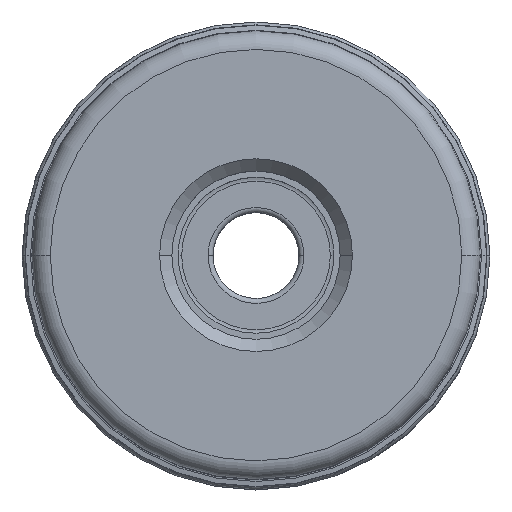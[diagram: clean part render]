
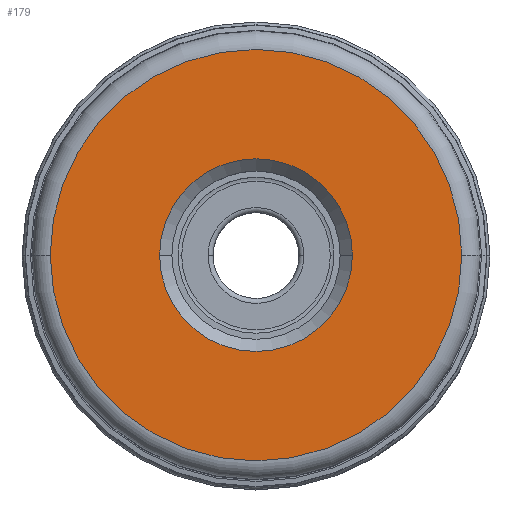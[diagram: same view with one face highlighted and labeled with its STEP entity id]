
A CAD part, top view. The second image highlights one B-rep face of the part: STEP entity #179.
In plain terms, the highlighted planar face has unit normal (0, 0, 1).
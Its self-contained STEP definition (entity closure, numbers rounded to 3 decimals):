
#28=PLANE('',#1710);
#34=FACE_BOUND('',#357,.T.);
#35=FACE_BOUND('',#358,.T.);
#179=ADVANCED_FACE('',(#34,#35),#28,.F.);
#357=EDGE_LOOP('',(#593,#594,#595,#596));
#358=EDGE_LOOP('',(#597,#598,#599,#600));
#593=ORIENTED_EDGE('',*,*,#1077,.F.);
#594=ORIENTED_EDGE('',*,*,#1076,.F.);
#595=ORIENTED_EDGE('',*,*,#1072,.F.);
#596=ORIENTED_EDGE('',*,*,#1071,.F.);
#597=ORIENTED_EDGE('',*,*,#1078,.F.);
#598=ORIENTED_EDGE('',*,*,#1079,.F.);
#599=ORIENTED_EDGE('',*,*,#1080,.F.);
#600=ORIENTED_EDGE('',*,*,#1081,.F.);
#893=VERTEX_POINT('',#3937);
#894=VERTEX_POINT('',#3939);
#895=VERTEX_POINT('',#3941);
#897=VERTEX_POINT('',#3948);
#898=VERTEX_POINT('',#3952);
#899=VERTEX_POINT('',#3953);
#900=VERTEX_POINT('',#3955);
#901=VERTEX_POINT('',#3957);
#1071=EDGE_CURVE('',#893,#894,#1306,.T.);
#1072=EDGE_CURVE('',#894,#895,#1307,.T.);
#1076=EDGE_CURVE('',#895,#897,#1311,.T.);
#1077=EDGE_CURVE('',#897,#893,#1312,.T.);
#1078=EDGE_CURVE('',#898,#899,#1313,.T.);
#1079=EDGE_CURVE('',#900,#898,#1314,.T.);
#1080=EDGE_CURVE('',#901,#900,#1315,.T.);
#1081=EDGE_CURVE('',#899,#901,#1316,.T.);
#1306=CIRCLE('',#1697,16.756);
#1307=CIRCLE('',#1698,16.756);
#1311=CIRCLE('',#1703,16.756);
#1312=CIRCLE('',#1704,16.756);
#1313=CIRCLE('',#1706,7.85);
#1314=CIRCLE('',#1707,7.85);
#1315=CIRCLE('',#1708,7.85);
#1316=CIRCLE('',#1709,7.85);
#1697=AXIS2_PLACEMENT_3D('',#3938,#2075,#2076);
#1698=AXIS2_PLACEMENT_3D('',#3940,#2077,#2078);
#1703=AXIS2_PLACEMENT_3D('',#3947,#2087,#2088);
#1704=AXIS2_PLACEMENT_3D('',#3949,#2089,#2090);
#1706=AXIS2_PLACEMENT_3D('',#3951,#2093,#2094);
#1707=AXIS2_PLACEMENT_3D('',#3954,#2095,#2096);
#1708=AXIS2_PLACEMENT_3D('',#3956,#2097,#2098);
#1709=AXIS2_PLACEMENT_3D('',#3958,#2099,#2100);
#1710=AXIS2_PLACEMENT_3D('',#3959,#2101,#2102);
#2075=DIRECTION('',(0.,0.,-1.));
#2076=DIRECTION('',(1.,0.,0.));
#2077=DIRECTION('',(0.,0.,-1.));
#2078=DIRECTION('',(1.,-0.001,0.));
#2087=DIRECTION('',(0.,0.,-1.));
#2088=DIRECTION('',(-1.,0.,0.));
#2089=DIRECTION('',(0.,0.,-1.));
#2090=DIRECTION('',(-1.,0.001,0.));
#2093=DIRECTION('',(0.,0.,1.));
#2094=DIRECTION('',(0.,-1.,0.));
#2095=DIRECTION('',(0.,0.,1.));
#2096=DIRECTION('',(-1.,0.,0.));
#2097=DIRECTION('',(0.,0.,1.));
#2098=DIRECTION('',(0.,1.,0.));
#2099=DIRECTION('',(0.,0.,1.));
#2100=DIRECTION('',(1.,0.,0.));
#2101=DIRECTION('',(0.,0.,-1.));
#2102=DIRECTION('',(-1.,0.,0.));
#3937=CARTESIAN_POINT('',(16.756,0.,0.));
#3938=CARTESIAN_POINT('',(0.,0.,0.));
#3939=CARTESIAN_POINT('',(16.756,-0.02,0.));
#3940=CARTESIAN_POINT('',(0.,0.,0.));
#3941=CARTESIAN_POINT('',(-16.756,0.,0.));
#3947=CARTESIAN_POINT('',(0.,0.,0.));
#3948=CARTESIAN_POINT('',(-16.756,0.02,0.));
#3949=CARTESIAN_POINT('',(0.,0.,0.));
#3951=CARTESIAN_POINT('',(0.,0.,0.));
#3952=CARTESIAN_POINT('',(0.,-7.85,0.));
#3953=CARTESIAN_POINT('',(7.85,0.,0.));
#3954=CARTESIAN_POINT('',(0.,0.,0.));
#3955=CARTESIAN_POINT('',(-7.85,0.,0.));
#3956=CARTESIAN_POINT('',(0.,0.,0.));
#3957=CARTESIAN_POINT('',(0.,7.85,0.));
#3958=CARTESIAN_POINT('',(0.,0.,0.));
#3959=CARTESIAN_POINT('',(0.,0.,0.));
